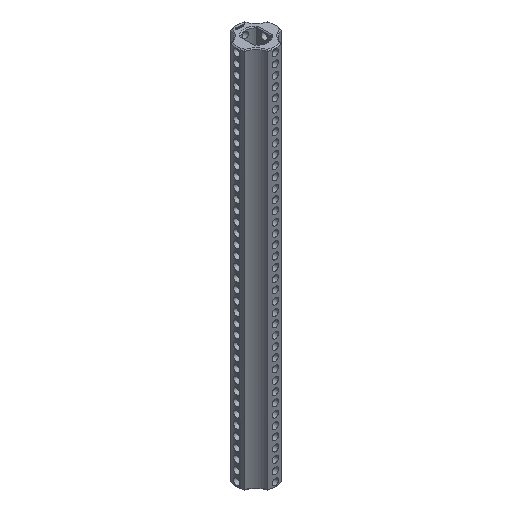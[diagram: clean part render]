
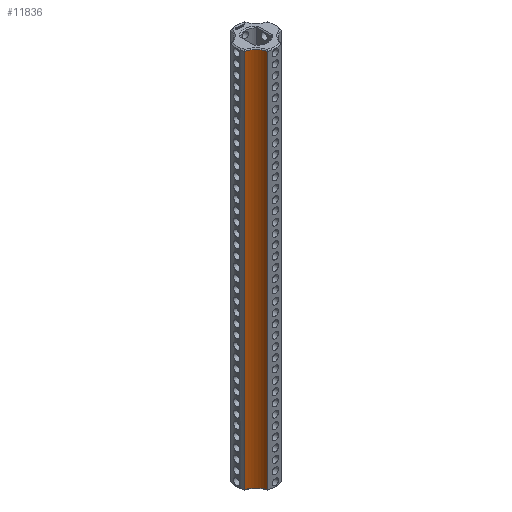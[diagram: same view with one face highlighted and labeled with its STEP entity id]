
A CAD part, isometric view. The second image highlights one B-rep face of the part: STEP entity #11836.
In plain terms, the highlighted cylindrical face has radius 5 mm (diameter 10 mm), a partial arc.
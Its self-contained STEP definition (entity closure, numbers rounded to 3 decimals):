
#4071 = EDGE_CURVE('',#4072,#4074,#4076,.T.);
#4072 = VERTEX_POINT('',#4073);
#4073 = CARTESIAN_POINT('',(-2.225,-5.841,0.3));
#4074 = VERTEX_POINT('',#4075);
#4075 = CARTESIAN_POINT('',(-2.225,-5.841,121.575));
#4076 = LINE('',#4077,#4078);
#4077 = CARTESIAN_POINT('',(-2.225,-5.841,0.));
#4078 = VECTOR('',#4079,1.);
#4079 = DIRECTION('',(0.,0.,1.));
#11836 = ADVANCED_FACE('',(#11837),#11864,.F.);
#11837 = FACE_BOUND('',#11838,.T.);
#11838 = EDGE_LOOP('',(#11839,#11840,#11849,#11857));
#11839 = ORIENTED_EDGE('',*,*,#4071,.T.);
#11840 = ORIENTED_EDGE('',*,*,#11841,.T.);
#11841 = EDGE_CURVE('',#4074,#11842,#11844,.T.);
#11842 = VERTEX_POINT('',#11843);
#11843 = CARTESIAN_POINT('',(-5.841,-2.225,121.575));
#11844 = CIRCLE('',#11845,5.);
#11845 = AXIS2_PLACEMENT_3D('',#11846,#11847,#11848);
#11846 = CARTESIAN_POINT('',(-7.071,-7.071,121.575));
#11847 = DIRECTION('',(0.,-0.,1.));
#11848 = DIRECTION('',(0.969,0.246,0.));
#11849 = ORIENTED_EDGE('',*,*,#11850,.F.);
#11850 = EDGE_CURVE('',#11851,#11842,#11853,.T.);
#11851 = VERTEX_POINT('',#11852);
#11852 = CARTESIAN_POINT('',(-5.841,-2.225,0.3));
#11853 = LINE('',#11854,#11855);
#11854 = CARTESIAN_POINT('',(-5.841,-2.225,0.));
#11855 = VECTOR('',#11856,1.);
#11856 = DIRECTION('',(0.,0.,1.));
#11857 = ORIENTED_EDGE('',*,*,#11858,.F.);
#11858 = EDGE_CURVE('',#4072,#11851,#11859,.T.);
#11859 = CIRCLE('',#11860,5.);
#11860 = AXIS2_PLACEMENT_3D('',#11861,#11862,#11863);
#11861 = CARTESIAN_POINT('',(-7.071,-7.071,0.3));
#11862 = DIRECTION('',(0.,-0.,1.));
#11863 = DIRECTION('',(0.969,0.246,0.));
#11864 = CYLINDRICAL_SURFACE('',#11865,5.);
#11865 = AXIS2_PLACEMENT_3D('',#11866,#11867,#11868);
#11866 = CARTESIAN_POINT('',(-7.071,-7.071,0.));
#11867 = DIRECTION('',(-0.,-0.,-1.));
#11868 = DIRECTION('',(1.,0.,0.));
